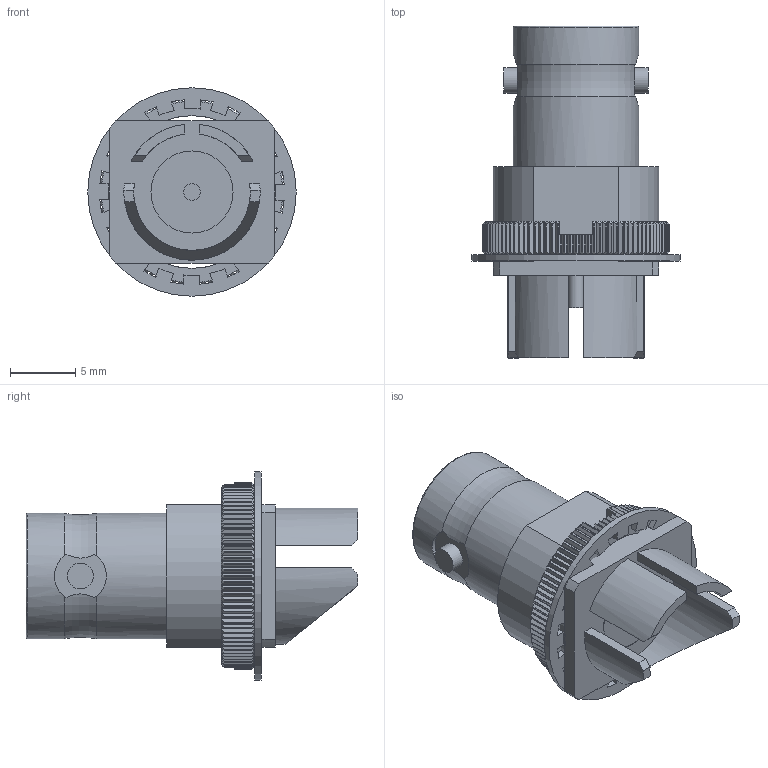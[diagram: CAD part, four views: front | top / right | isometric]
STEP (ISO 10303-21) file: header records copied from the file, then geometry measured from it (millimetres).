
FILE_DESCRIPTION(/* description */ ('STEP AP214'),/* implementation_level */ '2;1');
FILE_NAME(/* name */ 'BNC7T-J-P-GN-ST-EM1',/* time_stamp */ '2025-07-30T21:21:20+02:00',/* author */ ('License CC BY-ND 4.0'),/* organization */ ('CADENAS'),/* preprocessor_version */ 'ST-DEVELOPER v19.3',/* originating_system */ 'PARTsolutions',/* authorisation */ ' ');
FILE_SCHEMA (('AUTOMOTIVE_DESIGN {1 0 10303 214 3 1 1}'));
Length unit declared in the file: millimetre
Products named in the file (6): BNC7T-J-P-GN-ST-EM1; BNC7T-J-P-GN-ST-EM1_s; BNC7T-J-P-GN-ST-EM1_i; BNC7T-J-P-GN-ST-EM1_p; BNC7T-J-P-GN-ST-EM1_w; BNC7T-J-P-GN-ST-EM1_n
Assembly tree (5 placements, depth 2):
  BNC7T-J-P-GN-ST-EM1
    BNC7T-J-P-GN-ST-EM1_s
    BNC7T-J-P-GN-ST-EM1_i
    BNC7T-J-P-GN-ST-EM1_p
    BNC7T-J-P-GN-ST-EM1_w
    BNC7T-J-P-GN-ST-EM1_n
Bounding box: 16 x 25.48 x 16 mm (x, y, z)
Volume: 1569.8 mm3; surface area: 2585.9 mm2
Topology: 5 solids, 5 shells, 758 faces, 1834 edges, 1096 vertices
Faces by surface type: plane 298, cylinder 265, cone 192, torus 3
Full cylindrical faces by diameter (mm): 1.25 x2, 1.42 x1, 1.8 x1, 1.98 x2, 2.1 x1, 6.3 x2, 6.75 x1, 7.25 x2, 8.13 x1, 9.65 x2, 11.717 x1, 16 x1
Entity records: 22310 total; most frequent: CARTESIAN_POINT 4869, DIRECTION 3686, ORIENTED_EDGE 3614, EDGE_CURVE 1807, AXIS2_PLACEMENT_3D 1515, VERTEX_POINT 1090, FACE_BOUND 797, EDGE_LOOP 796
